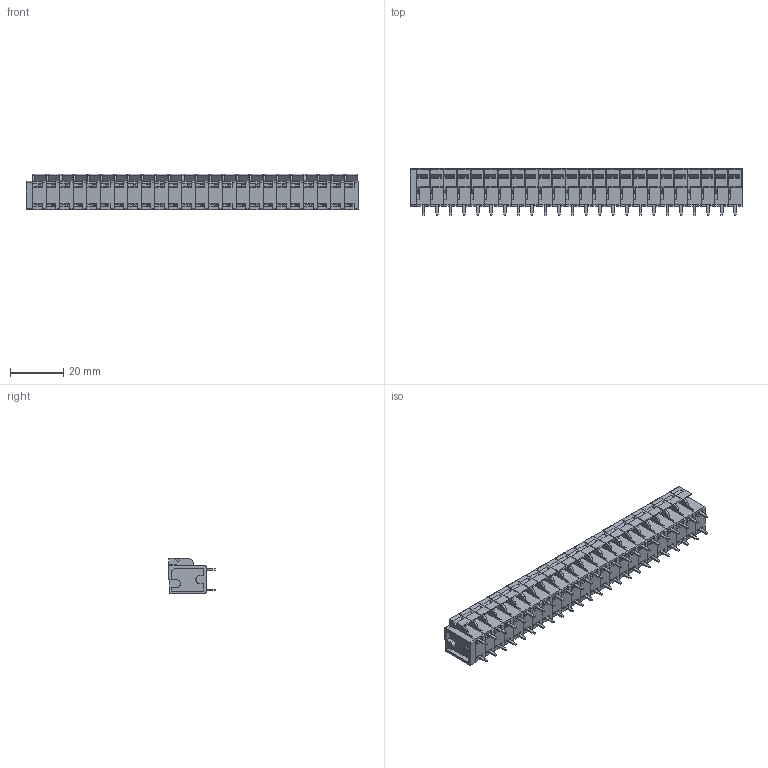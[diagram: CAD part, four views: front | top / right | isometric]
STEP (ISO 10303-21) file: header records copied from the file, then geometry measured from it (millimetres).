
FILE_DESCRIPTION (( 'STEP AP214' ), '1' );
FILE_NAME ('CUI_DEVICES_TBL004V-508-24BE-2BE.step', '2019-11-27T02:32:17', ( '' ), ( '' ), 'SwSTEP 2.0', 'SolidWorks 2019', '' );
FILE_SCHEMA (( 'AUTOMOTIVE_DESIGN' ));
Length unit declared in the file: millimetre
Products named in the file (4): TBL004V-508 - END CAP_Blue; CUI_DEVICES_TBL004V-508-24BE-2BE; TBL004V-508 - PUSH BUTTON_Blue; TBL004V-508 - BODY_Blue
Assembly tree (49 placements, depth 2):
  CUI_DEVICES_TBL004V-508-24BE-2BE
    TBL004V-508 - END CAP_Blue
    TBL004V-508 - BODY_Blue  x24
    TBL004V-508 - PUSH BUTTON_Blue  x24
Bounding box: 124.42 x 17.55 x 13.3 mm (x, y, z)
Volume: 17494.1 mm3; surface area: 21605.5 mm2
Topology: 101 solids, 101 shells, 3798 faces, 9788 edges, 6318 vertices
Faces by surface type: plane 2382, cylinder 914, cone 450, torus 52
Entity records: 12969 total; most frequent: DIRECTION 1648, CARTESIAN_POINT 1647, ORIENTED_EDGE 1544, EDGE_CURVE 772, LINE 598, VECTOR 598, AXIS2_PLACEMENT_3D 525, VERTEX_POINT 499
